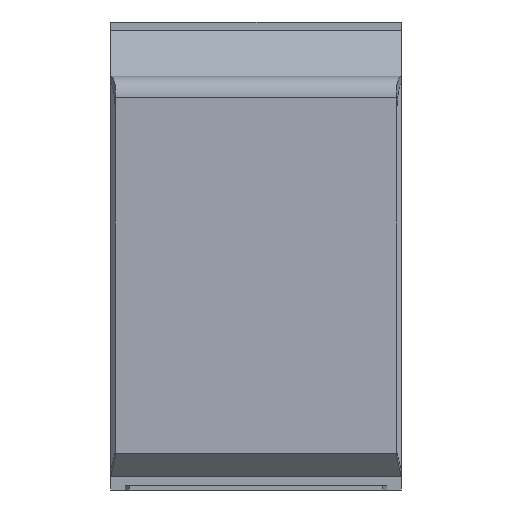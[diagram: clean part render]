
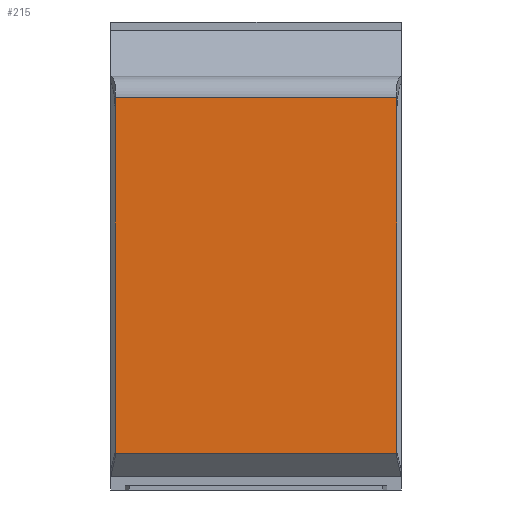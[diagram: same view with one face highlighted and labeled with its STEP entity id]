
A CAD part, front view. The second image highlights one B-rep face of the part: STEP entity #215.
In plain terms, the highlighted planar face has unit normal (0, -1, 0).
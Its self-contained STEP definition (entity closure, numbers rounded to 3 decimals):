
#215=ADVANCED_FACE('',(#511),#512,.F.);
#511=FACE_OUTER_BOUND('',#1490,.T.);
#512=PLANE('',#1491);
#1490=EDGE_LOOP('',(#2711,#2712,#2713,#2714));
#1491=AXIS2_PLACEMENT_3D('',#2715,#2716,#2717);
#2711=ORIENTED_EDGE('',*,*,#4454,.F.);
#2712=ORIENTED_EDGE('',*,*,#4455,.F.);
#2713=ORIENTED_EDGE('',*,*,#4456,.F.);
#2714=ORIENTED_EDGE('',*,*,#4457,.F.);
#2715=CARTESIAN_POINT('',(-154.35,-127.575,488.25));
#2716=DIRECTION('',(0.,1.0,0.0));
#2717=DIRECTION('',(-1.0,0.,0.0));
#4454=EDGE_CURVE('',#5218,#5219,#5220,.F.);
#4455=EDGE_CURVE('',#5221,#5218,#5222,.T.);
#4456=EDGE_CURVE('',#5223,#5221,#5224,.T.);
#4457=EDGE_CURVE('',#5219,#5223,#5225,.F.);
#5218=VERTEX_POINT('',#7026);
#5219=VERTEX_POINT('',#7027);
#5220=LINE('',#7028,#7029);
#5221=VERTEX_POINT('',#7030);
#5222=LINE('',#7031,#7032);
#5223=VERTEX_POINT('',#7033);
#5224=LINE('',#7034,#7035);
#5225=LINE('',#7036,#7037);
#7026=CARTESIAN_POINT('',(-154.35,-127.575,414.645));
#7027=CARTESIAN_POINT('',(154.35,-127.575,414.645));
#7028=CARTESIAN_POINT('',(-154.35,-127.575,414.645));
#7029=VECTOR('',#8315,1.0);
#7030=CARTESIAN_POINT('',(-154.35,-127.575,25.2));
#7031=CARTESIAN_POINT('',(-154.35,-127.575,488.25));
#7032=VECTOR('',#8316,1.0);
#7033=CARTESIAN_POINT('',(154.35,-127.575,25.2));
#7034=CARTESIAN_POINT('',(-154.35,-127.575,25.2));
#7035=VECTOR('',#8317,1.0);
#7036=CARTESIAN_POINT('',(154.35,-127.575,488.25));
#7037=VECTOR('',#8318,1.0);
#8315=DIRECTION('',(-1.0,0.,0.0));
#8316=DIRECTION('',(0.0,0.0,1.0));
#8317=DIRECTION('',(-1.0,0.,0.0));
#8318=DIRECTION('',(0.0,0.0,1.0));
